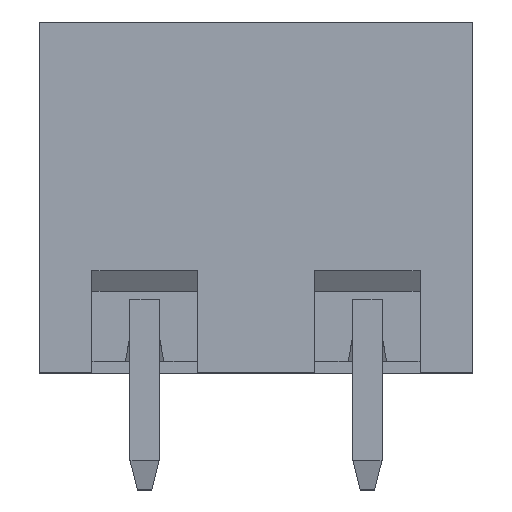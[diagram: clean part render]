
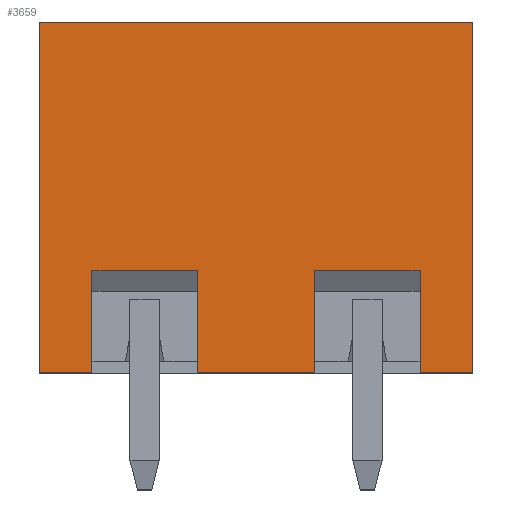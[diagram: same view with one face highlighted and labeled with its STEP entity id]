
A CAD part, top view. The second image highlights one B-rep face of the part: STEP entity #3659.
In plain terms, the highlighted planar face has unit normal (0, 0, 1).
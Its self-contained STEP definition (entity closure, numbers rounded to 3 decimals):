
#366 = VERTEX_POINT ( 'NONE', #1243 ) ;
#367 = PLANE ( 'NONE',  #1833 ) ;
#370 = CARTESIAN_POINT ( 'NONE',  ( -0.8, 4., 4.6 ) ) ;
#423 = CARTESIAN_POINT ( 'NONE',  ( -0.8, 4., 4.6 ) ) ;
#525 = VERTEX_POINT ( 'NONE', #3361 ) ;
#541 = VERTEX_POINT ( 'NONE', #1713 ) ;
#893 = CARTESIAN_POINT ( 'NONE',  ( 14.02, 4., 4.6 ) ) ;
#1119 = VERTEX_POINT ( 'NONE', #4284 ) ;
#1222 = VERTEX_POINT ( 'NONE', #2686 ) ;
#1243 = CARTESIAN_POINT ( 'NONE',  ( 12.22, 4., 4.6 ) ) ;
#1265 = EDGE_CURVE ( 'NONE', #4270, #1949, #1496, .T. ) ;
#1376 = CARTESIAN_POINT ( 'NONE',  ( 12.22, 7.5, 4.6 ) ) ;
#1437 = ORIENTED_EDGE ( 'NONE', *, *, #3057, .T. ) ;
#1439 = DIRECTION ( 'NONE',  ( 1., 0., 0. ) ) ;
#1496 = LINE ( 'NONE', #3069, #3651 ) ;
#1713 = CARTESIAN_POINT ( 'NONE',  ( 4.6, 4., 4.6 ) ) ;
#1714 = CARTESIAN_POINT ( 'NONE',  ( 14.02, 4., 4.6 ) ) ;
#1716 = DIRECTION ( 'NONE',  ( 0., 1., 0. ) ) ;
#1748 = EDGE_CURVE ( 'NONE', #4646, #1119, #4013, .T. ) ;
#1772 = CARTESIAN_POINT ( 'NONE',  ( 12.22, 4., 4.6 ) ) ;
#1833 = AXIS2_PLACEMENT_3D ( 'NONE', #3557, #4403, #5163 ) ;
#1854 = LINE ( 'NONE', #2270, #2340 ) ;
#1867 = LINE ( 'NONE', #3131, #4688 ) ;
#1878 = EDGE_CURVE ( 'NONE', #541, #4829, #4060, .T. ) ;
#1949 = VERTEX_POINT ( 'NONE', #3689 ) ;
#1954 = ORIENTED_EDGE ( 'NONE', *, *, #4382, .T. ) ;
#2034 = ORIENTED_EDGE ( 'NONE', *, *, #1265, .T. ) ;
#2095 = ORIENTED_EDGE ( 'NONE', *, *, #3049, .F. ) ;
#2141 = ORIENTED_EDGE ( 'NONE', *, *, #2594, .F. ) ;
#2178 = LINE ( 'NONE', #3748, #4093 ) ;
#2218 = ORIENTED_EDGE ( 'NONE', *, *, #2968, .T. ) ;
#2270 = CARTESIAN_POINT ( 'NONE',  ( 14.02, 16., 4.6 ) ) ;
#2306 = LINE ( 'NONE', #4590, #2417 ) ;
#2340 = VECTOR ( 'NONE', #2705, 1000. ) ;
#2417 = VECTOR ( 'NONE', #1439, 1000. ) ;
#2451 = LINE ( 'NONE', #4046, #3591 ) ;
#2594 = EDGE_CURVE ( 'NONE', #366, #4988, #4077, .T. ) ;
#2645 = ORIENTED_EDGE ( 'NONE', *, *, #4142, .T. ) ;
#2676 = ORIENTED_EDGE ( 'NONE', *, *, #4342, .F. ) ;
#2686 = CARTESIAN_POINT ( 'NONE',  ( 8.62, 7.5, 4.6 ) ) ;
#2705 = DIRECTION ( 'NONE',  ( 0., -1., 0. ) ) ;
#2849 = DIRECTION ( 'NONE',  ( 1., 0., 0. ) ) ;
#2874 = DIRECTION ( 'NONE',  ( 1., 0., 0. ) ) ;
#2896 = ORIENTED_EDGE ( 'NONE', *, *, #1878, .T. ) ;
#2924 = VECTOR ( 'NONE', #3368, 1000. ) ;
#2930 = VECTOR ( 'NONE', #2849, 1000. ) ;
#2968 = EDGE_CURVE ( 'NONE', #1949, #4646, #2178, .T. ) ;
#2971 = DIRECTION ( 'NONE',  ( 0., -1., 0. ) ) ;
#2992 = CARTESIAN_POINT ( 'NONE',  ( 14.02, 16., 4.6 ) ) ;
#3039 = VERTEX_POINT ( 'NONE', #893 ) ;
#3049 = EDGE_CURVE ( 'NONE', #3039, #366, #4103, .T. ) ;
#3057 = EDGE_CURVE ( 'NONE', #525, #3289, #2306, .T. ) ;
#3069 = CARTESIAN_POINT ( 'NONE',  ( 21.64, 16., 4.6 ) ) ;
#3123 = EDGE_CURVE ( 'NONE', #4988, #1222, #3796, .T. ) ;
#3131 = CARTESIAN_POINT ( 'NONE',  ( 8.62, 7.5, 4.6 ) ) ;
#3276 = CARTESIAN_POINT ( 'NONE',  ( 4.6, 4., 4.6 ) ) ;
#3289 = VERTEX_POINT ( 'NONE', #4057 ) ;
#3310 = DIRECTION ( 'NONE',  ( -1., 0., 0. ) ) ;
#3361 = CARTESIAN_POINT ( 'NONE',  ( 1., 7.5, 4.6 ) ) ;
#3368 = DIRECTION ( 'NONE',  ( 0., 1., 0. ) ) ;
#3374 = EDGE_CURVE ( 'NONE', #4270, #3039, #1854, .T. ) ;
#3454 = CARTESIAN_POINT ( 'NONE',  ( 4.6, 7.5, 4.6 ) ) ;
#3482 = DIRECTION ( 'NONE',  ( 0., -1., 0. ) ) ;
#3533 = FACE_OUTER_BOUND ( 'NONE', #4656, .T. ) ;
#3557 = CARTESIAN_POINT ( 'NONE',  ( 0., 16., 4.6 ) ) ;
#3591 = VECTOR ( 'NONE', #1716, 1000. ) ;
#3604 = CARTESIAN_POINT ( 'NONE',  ( 8.62, 4., 4.6 ) ) ;
#3651 = VECTOR ( 'NONE', #3903, 1000. ) ;
#3659 = ADVANCED_FACE ( 'NONE', ( #3533 ), #367, .T. ) ;
#3689 = CARTESIAN_POINT ( 'NONE',  ( -0.8, 16., 4.6 ) ) ;
#3748 = CARTESIAN_POINT ( 'NONE',  ( -0.8, 16., 4.6 ) ) ;
#3762 = VECTOR ( 'NONE', #3482, 1000. ) ;
#3796 = LINE ( 'NONE', #4223, #4352 ) ;
#3903 = DIRECTION ( 'NONE',  ( -1., 0., 0. ) ) ;
#4013 = LINE ( 'NONE', #423, #2930 ) ;
#4046 = CARTESIAN_POINT ( 'NONE',  ( 1., 4., 4.6 ) ) ;
#4057 = CARTESIAN_POINT ( 'NONE',  ( 4.6, 7.5, 4.6 ) ) ;
#4060 = LINE ( 'NONE', #3276, #4514 ) ;
#4077 = LINE ( 'NONE', #1772, #2924 ) ;
#4093 = VECTOR ( 'NONE', #2971, 1000. ) ;
#4103 = LINE ( 'NONE', #1714, #4925 ) ;
#4142 = EDGE_CURVE ( 'NONE', #1119, #525, #2451, .T. ) ;
#4179 = ORIENTED_EDGE ( 'NONE', *, *, #3123, .F. ) ;
#4223 = CARTESIAN_POINT ( 'NONE',  ( 12.22, 7.5, 4.6 ) ) ;
#4270 = VERTEX_POINT ( 'NONE', #2992 ) ;
#4284 = CARTESIAN_POINT ( 'NONE',  ( 1., 4., 4.6 ) ) ;
#4342 = EDGE_CURVE ( 'NONE', #1222, #4829, #1867, .T. ) ;
#4352 = VECTOR ( 'NONE', #5005, 1000. ) ;
#4382 = EDGE_CURVE ( 'NONE', #3289, #541, #5143, .T. ) ;
#4403 = DIRECTION ( 'NONE',  ( 0., 0., 1. ) ) ;
#4514 = VECTOR ( 'NONE', #2874, 1000. ) ;
#4590 = CARTESIAN_POINT ( 'NONE',  ( 1., 7.5, 4.6 ) ) ;
#4646 = VERTEX_POINT ( 'NONE', #370 ) ;
#4656 = EDGE_LOOP ( 'NONE', ( #2896, #2676, #4179, #2141, #2095, #4949, #2034, #2218, #5064, #2645, #1437, #1954 ) ) ;
#4688 = VECTOR ( 'NONE', #5055, 1000. ) ;
#4829 = VERTEX_POINT ( 'NONE', #3604 ) ;
#4925 = VECTOR ( 'NONE', #3310, 1000. ) ;
#4949 = ORIENTED_EDGE ( 'NONE', *, *, #3374, .F. ) ;
#4988 = VERTEX_POINT ( 'NONE', #1376 ) ;
#5005 = DIRECTION ( 'NONE',  ( -1., 0., 0. ) ) ;
#5055 = DIRECTION ( 'NONE',  ( 0., -1., 0. ) ) ;
#5064 = ORIENTED_EDGE ( 'NONE', *, *, #1748, .T. ) ;
#5143 = LINE ( 'NONE', #3454, #3762 ) ;
#5163 = DIRECTION ( 'NONE',  ( 0., -1., 0. ) ) ;
